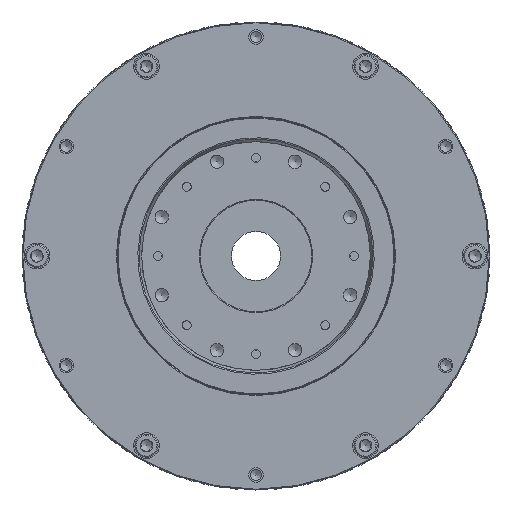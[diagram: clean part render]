
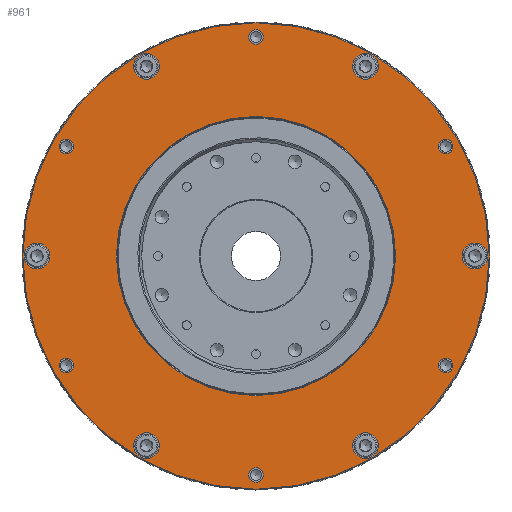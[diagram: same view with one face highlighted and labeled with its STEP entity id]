
A CAD part, left-side view. The second image highlights one B-rep face of the part: STEP entity #961.
In plain terms, the highlighted face is planar.
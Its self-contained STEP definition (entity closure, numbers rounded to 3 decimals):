
#961 = ADVANCED_FACE('',(#962,#973,#984,#995,#1006,#1017,#1028,#1039,
    #1050,#1061,#1072,#1083,#1094,#1105),#1116,.T.);
#962 = FACE_BOUND('',#963,.T.);
#963 = EDGE_LOOP('',(#964));
#964 = ORIENTED_EDGE('',*,*,#965,.T.);
#965 = EDGE_CURVE('',#966,#966,#968,.T.);
#966 = VERTEX_POINT('',#967);
#967 = CARTESIAN_POINT('',(0.,-31.5,-85.7));
#968 = CIRCLE('',#969,85.7);
#969 = AXIS2_PLACEMENT_3D('',#970,#971,#972);
#970 = CARTESIAN_POINT('',(0.,-31.5,0.));
#971 = DIRECTION('',(0.,-1.,0.));
#972 = DIRECTION('',(0.,0.,-1.));
#973 = FACE_BOUND('',#974,.T.);
#974 = EDGE_LOOP('',(#975));
#975 = ORIENTED_EDGE('',*,*,#976,.F.);
#976 = EDGE_CURVE('',#977,#977,#979,.T.);
#977 = VERTEX_POINT('',#978);
#978 = CARTESIAN_POINT('',(0.,-31.5,-83.15));
#979 = CIRCLE('',#980,2.65);
#980 = AXIS2_PLACEMENT_3D('',#981,#982,#983);
#981 = CARTESIAN_POINT('',(0.,-31.5,-80.5));
#982 = DIRECTION('',(0.,-1.,-0.));
#983 = DIRECTION('',(0.,0.,-1.));
#984 = FACE_BOUND('',#985,.T.);
#985 = EDGE_LOOP('',(#986));
#986 = ORIENTED_EDGE('',*,*,#987,.F.);
#987 = EDGE_CURVE('',#988,#988,#990,.T.);
#988 = VERTEX_POINT('',#989);
#989 = CARTESIAN_POINT('',(0.,-31.5,77.85));
#990 = CIRCLE('',#991,2.65);
#991 = AXIS2_PLACEMENT_3D('',#992,#993,#994);
#992 = CARTESIAN_POINT('',(0.,-31.5,80.5));
#993 = DIRECTION('',(0.,-1.,-0.));
#994 = DIRECTION('',(0.,0.,-1.));
#995 = FACE_BOUND('',#996,.T.);
#996 = EDGE_LOOP('',(#997));
#997 = ORIENTED_EDGE('',*,*,#998,.F.);
#998 = EDGE_CURVE('',#999,#999,#1001,.T.);
#999 = VERTEX_POINT('',#1000);
#1000 = CARTESIAN_POINT('',(69.715,-31.5,37.6));
#1001 = CIRCLE('',#1002,2.65);
#1002 = AXIS2_PLACEMENT_3D('',#1003,#1004,#1005);
#1003 = CARTESIAN_POINT('',(69.715,-31.5,40.25));
#1004 = DIRECTION('',(0.,-1.,-0.));
#1005 = DIRECTION('',(0.,0.,-1.));
#1006 = FACE_BOUND('',#1007,.T.);
#1007 = EDGE_LOOP('',(#1008));
#1008 = ORIENTED_EDGE('',*,*,#1009,.F.);
#1009 = EDGE_CURVE('',#1010,#1010,#1012,.T.);
#1010 = VERTEX_POINT('',#1011);
#1011 = CARTESIAN_POINT('',(69.715,-31.5,-42.9));
#1012 = CIRCLE('',#1013,2.65);
#1013 = AXIS2_PLACEMENT_3D('',#1014,#1015,#1016);
#1014 = CARTESIAN_POINT('',(69.715,-31.5,-40.25));
#1015 = DIRECTION('',(0.,-1.,-0.));
#1016 = DIRECTION('',(0.,0.,-1.));
#1017 = FACE_BOUND('',#1018,.T.);
#1018 = EDGE_LOOP('',(#1019));
#1019 = ORIENTED_EDGE('',*,*,#1020,.F.);
#1020 = EDGE_CURVE('',#1021,#1021,#1023,.T.);
#1021 = VERTEX_POINT('',#1022);
#1022 = CARTESIAN_POINT('',(-69.715,-31.5,-42.9));
#1023 = CIRCLE('',#1024,2.65);
#1024 = AXIS2_PLACEMENT_3D('',#1025,#1026,#1027);
#1025 = CARTESIAN_POINT('',(-69.715,-31.5,-40.25));
#1026 = DIRECTION('',(0.,-1.,-0.));
#1027 = DIRECTION('',(0.,0.,-1.));
#1028 = FACE_BOUND('',#1029,.T.);
#1029 = EDGE_LOOP('',(#1030));
#1030 = ORIENTED_EDGE('',*,*,#1031,.F.);
#1031 = EDGE_CURVE('',#1032,#1032,#1034,.T.);
#1032 = VERTEX_POINT('',#1033);
#1033 = CARTESIAN_POINT('',(-69.715,-31.5,37.6));
#1034 = CIRCLE('',#1035,2.65);
#1035 = AXIS2_PLACEMENT_3D('',#1036,#1037,#1038);
#1036 = CARTESIAN_POINT('',(-69.715,-31.5,40.25));
#1037 = DIRECTION('',(0.,-1.,-0.));
#1038 = DIRECTION('',(0.,0.,-1.));
#1039 = FACE_BOUND('',#1040,.T.);
#1040 = EDGE_LOOP('',(#1041));
#1041 = ORIENTED_EDGE('',*,*,#1042,.F.);
#1042 = EDGE_CURVE('',#1043,#1043,#1045,.T.);
#1043 = VERTEX_POINT('',#1044);
#1044 = CARTESIAN_POINT('',(80.5,-31.5,-4.75));
#1045 = CIRCLE('',#1046,4.75);
#1046 = AXIS2_PLACEMENT_3D('',#1047,#1048,#1049);
#1047 = CARTESIAN_POINT('',(80.5,-31.5,0.));
#1048 = DIRECTION('',(0.,-1.,-0.));
#1049 = DIRECTION('',(0.,0.,-1.));
#1050 = FACE_BOUND('',#1051,.T.);
#1051 = EDGE_LOOP('',(#1052));
#1052 = ORIENTED_EDGE('',*,*,#1053,.F.);
#1053 = EDGE_CURVE('',#1054,#1054,#1056,.T.);
#1054 = VERTEX_POINT('',#1055);
#1055 = CARTESIAN_POINT('',(40.25,-31.5,-74.465));
#1056 = CIRCLE('',#1057,4.75);
#1057 = AXIS2_PLACEMENT_3D('',#1058,#1059,#1060);
#1058 = CARTESIAN_POINT('',(40.25,-31.5,-69.715));
#1059 = DIRECTION('',(0.,-1.,-0.));
#1060 = DIRECTION('',(0.,0.,-1.));
#1061 = FACE_BOUND('',#1062,.T.);
#1062 = EDGE_LOOP('',(#1063));
#1063 = ORIENTED_EDGE('',*,*,#1064,.F.);
#1064 = EDGE_CURVE('',#1065,#1065,#1067,.T.);
#1065 = VERTEX_POINT('',#1066);
#1066 = CARTESIAN_POINT('',(-40.25,-31.5,-74.465));
#1067 = CIRCLE('',#1068,4.75);
#1068 = AXIS2_PLACEMENT_3D('',#1069,#1070,#1071);
#1069 = CARTESIAN_POINT('',(-40.25,-31.5,-69.715));
#1070 = DIRECTION('',(0.,-1.,-0.));
#1071 = DIRECTION('',(0.,0.,-1.));
#1072 = FACE_BOUND('',#1073,.T.);
#1073 = EDGE_LOOP('',(#1074));
#1074 = ORIENTED_EDGE('',*,*,#1075,.F.);
#1075 = EDGE_CURVE('',#1076,#1076,#1078,.T.);
#1076 = VERTEX_POINT('',#1077);
#1077 = CARTESIAN_POINT('',(-80.5,-31.5,-4.75));
#1078 = CIRCLE('',#1079,4.75);
#1079 = AXIS2_PLACEMENT_3D('',#1080,#1081,#1082);
#1080 = CARTESIAN_POINT('',(-80.5,-31.5,0.));
#1081 = DIRECTION('',(0.,-1.,-0.));
#1082 = DIRECTION('',(0.,0.,-1.));
#1083 = FACE_BOUND('',#1084,.T.);
#1084 = EDGE_LOOP('',(#1085));
#1085 = ORIENTED_EDGE('',*,*,#1086,.F.);
#1086 = EDGE_CURVE('',#1087,#1087,#1089,.T.);
#1087 = VERTEX_POINT('',#1088);
#1088 = CARTESIAN_POINT('',(-40.25,-31.5,64.965));
#1089 = CIRCLE('',#1090,4.75);
#1090 = AXIS2_PLACEMENT_3D('',#1091,#1092,#1093);
#1091 = CARTESIAN_POINT('',(-40.25,-31.5,69.715));
#1092 = DIRECTION('',(0.,-1.,-0.));
#1093 = DIRECTION('',(0.,0.,-1.));
#1094 = FACE_BOUND('',#1095,.T.);
#1095 = EDGE_LOOP('',(#1096));
#1096 = ORIENTED_EDGE('',*,*,#1097,.F.);
#1097 = EDGE_CURVE('',#1098,#1098,#1100,.T.);
#1098 = VERTEX_POINT('',#1099);
#1099 = CARTESIAN_POINT('',(40.25,-31.5,64.965));
#1100 = CIRCLE('',#1101,4.75);
#1101 = AXIS2_PLACEMENT_3D('',#1102,#1103,#1104);
#1102 = CARTESIAN_POINT('',(40.25,-31.5,69.715));
#1103 = DIRECTION('',(0.,-1.,-0.));
#1104 = DIRECTION('',(0.,0.,-1.));
#1105 = FACE_BOUND('',#1106,.T.);
#1106 = EDGE_LOOP('',(#1107));
#1107 = ORIENTED_EDGE('',*,*,#1108,.F.);
#1108 = EDGE_CURVE('',#1109,#1109,#1111,.T.);
#1109 = VERTEX_POINT('',#1110);
#1110 = CARTESIAN_POINT('',(51.3,-31.5,0.));
#1111 = CIRCLE('',#1112,51.3);
#1112 = AXIS2_PLACEMENT_3D('',#1113,#1114,#1115);
#1113 = CARTESIAN_POINT('',(0.,-31.5,0.));
#1114 = DIRECTION('',(0.,-1.,0.));
#1115 = DIRECTION('',(1.,0.,0.));
#1116 = PLANE('',#1117);
#1117 = AXIS2_PLACEMENT_3D('',#1118,#1119,#1120);
#1118 = CARTESIAN_POINT('',(0.,-31.5,0.));
#1119 = DIRECTION('',(0.,-1.,0.));
#1120 = DIRECTION('',(-1.,0.,0.));
